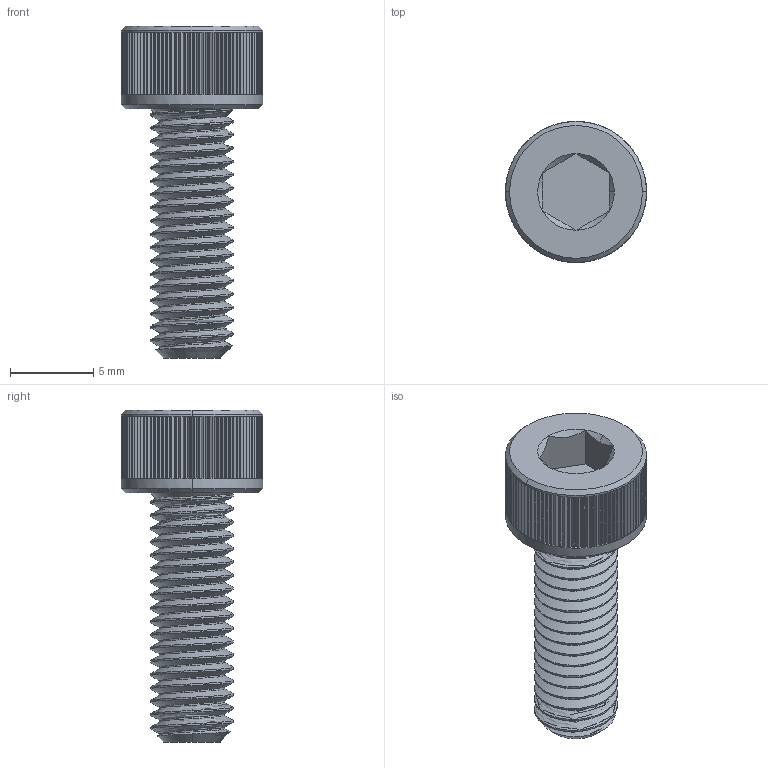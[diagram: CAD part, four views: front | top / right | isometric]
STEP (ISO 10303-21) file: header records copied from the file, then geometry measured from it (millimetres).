
FILE_DESCRIPTION (( 'STEP AP203' ), '1' );
FILE_NAME ('91290A231_Alloy Steel Socket Head Screw.STEP', '2022-07-21T05:12:10', ( 'Administrator' ), ( 'Managed by Terraform' ), 'SwSTEP 2.0', 'SolidWorks 2017', '' );
FILE_SCHEMA (( 'CONFIG_CONTROL_DESIGN' ));
Length unit declared in the file: millimetre
Products named in the file (1): 91290A231_Alloy Steel Socket Head Screw
Bounding box: 8.5 x 8.5 x 20 mm (x, y, z)
Volume: 478.4 mm3; surface area: 664.3 mm2
Topology: 1 solids, 1 shells, 452 faces, 1043 edges, 689 vertices
Faces by surface type: plane 394, cylinder 38, cone 17, bspline 3
Entity records: 15785 total; most frequent: CARTESIAN_POINT 5453, ORIENTED_EDGE 2086, DIRECTION 2067, EDGE_CURVE 1043, VECTOR 733, LINE 733, VERTEX_POINT 689, AXIS2_PLACEMENT_3D 667
